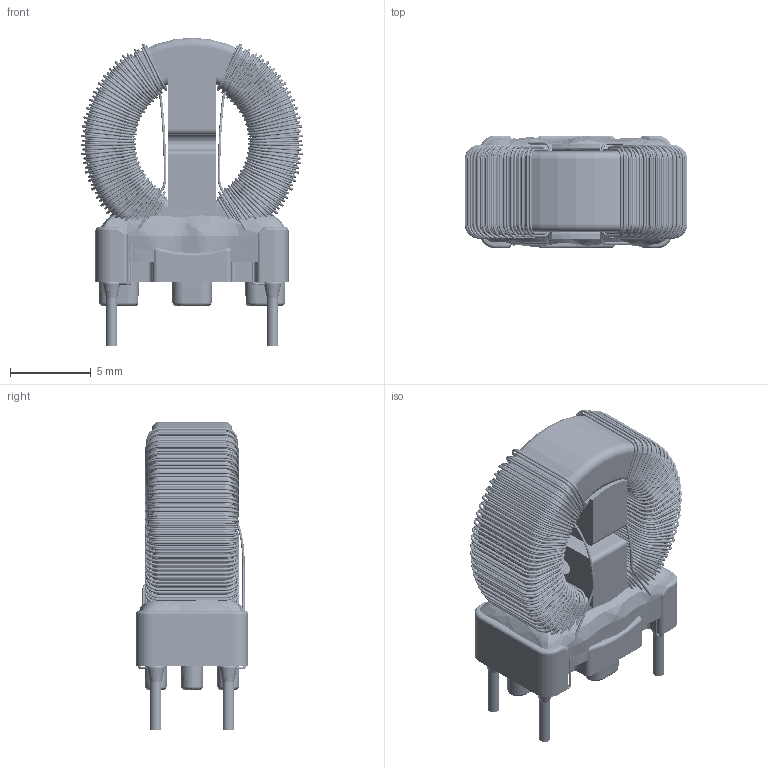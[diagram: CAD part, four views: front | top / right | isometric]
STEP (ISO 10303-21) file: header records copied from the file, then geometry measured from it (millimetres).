
FILE_DESCRIPTION(/* description */ ('Unknown'),/* implementation_level */ '2;1');
FILE_NAME(/* name */ '744821039_XS',/* time_stamp */ '2023-04-28T09:33:55+02:00',/* author */ ('Unknown'),/* organization */ ('Unknown'),/* preprocessor_version */ 'ST-DEVELOPER v16.7',/* originating_system */ 'Solid Edge',/* authorisation */ 'Unknown');
FILE_SCHEMA (('AUTOMOTIVE_DESIGN {1 0 10303 214 3 1 1}'));
Length unit declared in the file: millimetre
Products named in the file (6): 744821039_XS; Core; Spacer; Solderpoint; Base; Glue
Assembly tree (5 placements, depth 2):
  744821039_XS
    Core
    Spacer
    Solderpoint
    Base
    Glue
Bounding box: 13.84 x 7 x 19.16 mm (x, y, z)
Volume: 787 mm3; surface area: 2924 mm2
Topology: 11 solids, 18 shells, 2262 faces, 5669 edges, 3208 vertices
Faces by surface type: cylinder 1077, bspline 563, torus 492, plane 118, cone 12
Full cylindrical faces by diameter (mm): 0.15 x902, 0.7 x12, 7.8 x1, 13 x1
Entity records: 136796 total; most frequent: CARTESIAN_POINT 84082, DIRECTION 7873, ORIENTED_EDGE 6256, EDGE_LOOP 4125, FACE_BOUND 4125, AXIS2_PLACEMENT_3D 3791, EDGE_CURVE 3128, VERTEX_POINT 2615
